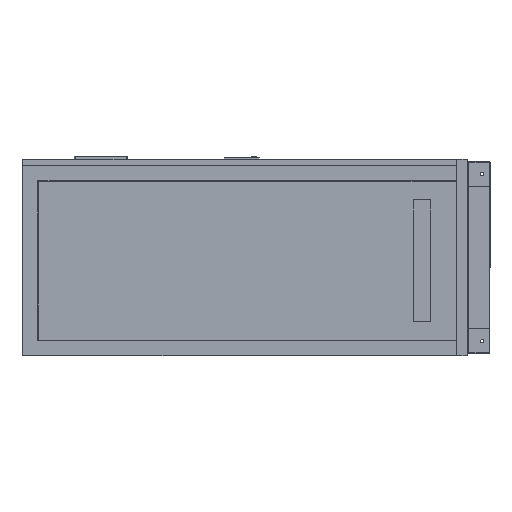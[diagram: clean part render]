
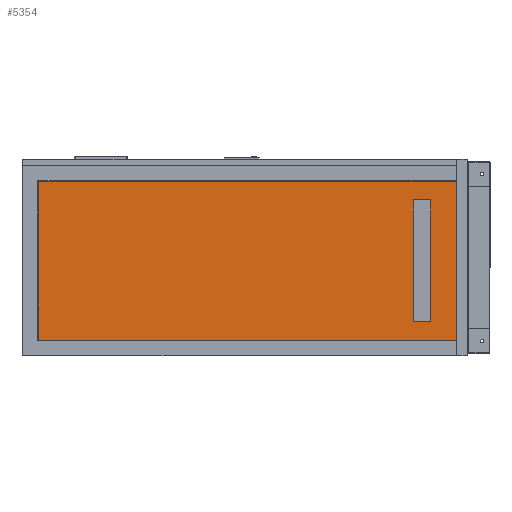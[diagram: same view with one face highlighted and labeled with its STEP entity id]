
A CAD part, left-side view. The second image highlights one B-rep face of the part: STEP entity #5354.
In plain terms, the highlighted planar face has unit normal (-1, 0, 0).
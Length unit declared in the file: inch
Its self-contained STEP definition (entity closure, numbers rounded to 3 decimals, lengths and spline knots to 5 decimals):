
#325 = EDGE_CURVE ( 'NONE', #10235, #1237, #4232, .T. ) ;
#665 = EDGE_LOOP ( 'NONE', ( #7755, #2832, #1836, #2748 ) ) ;
#806 = DIRECTION ( 'NONE',  ( 0., 1., 0. ) ) ;
#1123 = CARTESIAN_POINT ( 'NONE',  ( -16.83071, 66.92913, -12.71654 ) ) ;
#1237 = VERTEX_POINT ( 'NONE', #5100 ) ;
#1749 = CARTESIAN_POINT ( 'NONE',  ( -16.83071, 66.92913, -12.71654 ) ) ;
#1794 = FACE_OUTER_BOUND ( 'NONE', #665, .T. ) ;
#1816 = CARTESIAN_POINT ( 'NONE',  ( -16.83071, 4.13386, -9.73425 ) ) ;
#1836 = ORIENTED_EDGE ( 'NONE', *, *, #9632, .F. ) ;
#1963 = VERTEX_POINT ( 'NONE', #1123 ) ;
#2288 = VERTEX_POINT ( 'NONE', #2846 ) ;
#2290 = CARTESIAN_POINT ( 'NONE',  ( -16.83071, 69.44882, 15.23622 ) ) ;
#2323 = CARTESIAN_POINT ( 'NONE',  ( -16.83071, 6.88976, -9.73425 ) ) ;
#2685 = FACE_BOUND ( 'NONE', #6137, .T. ) ;
#2748 = ORIENTED_EDGE ( 'NONE', *, *, #4963, .F. ) ;
#2832 = ORIENTED_EDGE ( 'NONE', *, *, #9505, .F. ) ;
#2846 = CARTESIAN_POINT ( 'NONE',  ( -16.83071, 6.88976, -9.73425 ) ) ;
#3019 = EDGE_CURVE ( 'NONE', #7689, #2288, #5427, .T. ) ;
#3065 = EDGE_CURVE ( 'NONE', #6291, #9461, #10056, .T. ) ;
#3375 = VECTOR ( 'NONE', #8844, 39.37008 ) ;
#3539 = CARTESIAN_POINT ( 'NONE',  ( -16.83071, 6.88976, 9.73425 ) ) ;
#3551 = CARTESIAN_POINT ( 'NONE',  ( -16.83071, 66.92913, 12.71654 ) ) ;
#3652 = EDGE_CURVE ( 'NONE', #1237, #7689, #9289, .T. ) ;
#3756 = PLANE ( 'NONE',  #9840 ) ;
#3884 = VECTOR ( 'NONE', #7120, 39.37008 ) ;
#4036 = DIRECTION ( 'NONE',  ( 0., 0., -1. ) ) ;
#4199 = DIRECTION ( 'NONE',  ( 0., -1., 0. ) ) ;
#4232 = LINE ( 'NONE', #3539, #4472 ) ;
#4338 = VECTOR ( 'NONE', #4036, 39.37008 ) ;
#4472 = VECTOR ( 'NONE', #6762, 39.37008 ) ;
#4614 = DIRECTION ( 'NONE',  ( 1., 0., 0. ) ) ;
#4963 = EDGE_CURVE ( 'NONE', #9461, #6307, #9209, .T. ) ;
#5100 = CARTESIAN_POINT ( 'NONE',  ( -16.83071, 4.13386, 9.73425 ) ) ;
#5107 = ORIENTED_EDGE ( 'NONE', *, *, #325, .T. ) ;
#5354 = ADVANCED_FACE ( 'NONE', ( #1794, #2685 ), #3756, .F. ) ;
#5427 = LINE ( 'NONE', #2323, #10312 ) ;
#5502 = LINE ( 'NONE', #7151, #3884 ) ;
#5593 = ORIENTED_EDGE ( 'NONE', *, *, #3652, .T. ) ;
#5810 = VECTOR ( 'NONE', #4199, 39.37008 ) ;
#6137 = EDGE_LOOP ( 'NONE', ( #5107, #5593, #7803, #8140 ) ) ;
#6264 = CARTESIAN_POINT ( 'NONE',  ( -16.83071, 0.07874, 12.71654 ) ) ;
#6291 = VERTEX_POINT ( 'NONE', #3551 ) ;
#6307 = VERTEX_POINT ( 'NONE', #6745 ) ;
#6553 = CARTESIAN_POINT ( 'NONE',  ( -16.83071, 6.88976, 9.73425 ) ) ;
#6745 = CARTESIAN_POINT ( 'NONE',  ( -16.83071, 0.07874, -12.71654 ) ) ;
#6762 = DIRECTION ( 'NONE',  ( 0., -1., 0. ) ) ;
#6801 = VECTOR ( 'NONE', #10308, 39.37008 ) ;
#7043 = DIRECTION ( 'NONE',  ( 0., 0., -1. ) ) ;
#7120 = DIRECTION ( 'NONE',  ( 0., 0., 1. ) ) ;
#7151 = CARTESIAN_POINT ( 'NONE',  ( -16.83071, 66.92913, 12.71654 ) ) ;
#7478 = VECTOR ( 'NONE', #806, 39.37008 ) ;
#7530 = CARTESIAN_POINT ( 'NONE',  ( -16.83071, 6.88976, 9.73425 ) ) ;
#7624 = LINE ( 'NONE', #6553, #3375 ) ;
#7689 = VERTEX_POINT ( 'NONE', #1816 ) ;
#7755 = ORIENTED_EDGE ( 'NONE', *, *, #3065, .F. ) ;
#7803 = ORIENTED_EDGE ( 'NONE', *, *, #3019, .T. ) ;
#8140 = ORIENTED_EDGE ( 'NONE', *, *, #10167, .T. ) ;
#8634 = CARTESIAN_POINT ( 'NONE',  ( -16.83071, 4.13386, 9.73425 ) ) ;
#8753 = CARTESIAN_POINT ( 'NONE',  ( -16.83071, 0.07874, 12.71654 ) ) ;
#8844 = DIRECTION ( 'NONE',  ( 0., 0., 1. ) ) ;
#9107 = LINE ( 'NONE', #1749, #7478 ) ;
#9209 = LINE ( 'NONE', #6264, #4338 ) ;
#9289 = LINE ( 'NONE', #8634, #6801 ) ;
#9461 = VERTEX_POINT ( 'NONE', #8753 ) ;
#9505 = EDGE_CURVE ( 'NONE', #1963, #6291, #5502, .T. ) ;
#9506 = CARTESIAN_POINT ( 'NONE',  ( -16.83071, 66.92913, 12.71654 ) ) ;
#9539 = DIRECTION ( 'NONE',  ( 0., 1., 0. ) ) ;
#9632 = EDGE_CURVE ( 'NONE', #6307, #1963, #9107, .T. ) ;
#9840 = AXIS2_PLACEMENT_3D ( 'NONE', #2290, #4614, #7043 ) ;
#10056 = LINE ( 'NONE', #9506, #5810 ) ;
#10167 = EDGE_CURVE ( 'NONE', #2288, #10235, #7624, .T. ) ;
#10235 = VERTEX_POINT ( 'NONE', #7530 ) ;
#10308 = DIRECTION ( 'NONE',  ( 0., 0., -1. ) ) ;
#10312 = VECTOR ( 'NONE', #9539, 39.37008 ) ;
